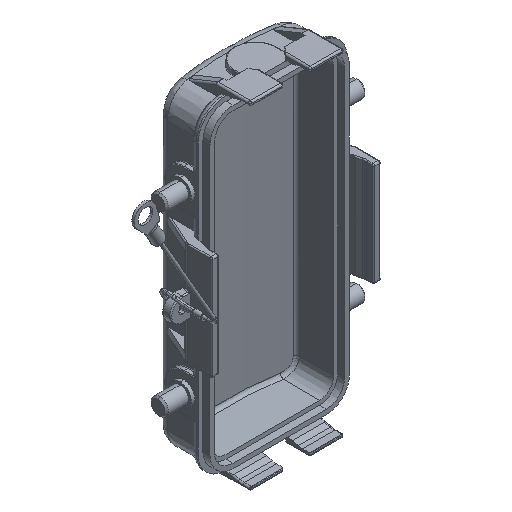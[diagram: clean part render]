
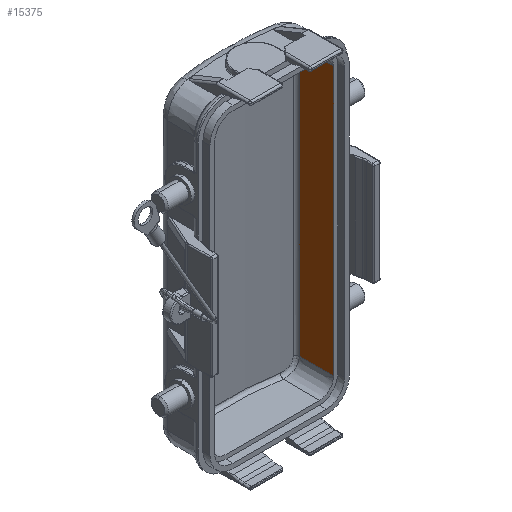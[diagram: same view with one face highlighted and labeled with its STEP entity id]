
A CAD part, isometric view. The second image highlights one B-rep face of the part: STEP entity #15375.
In plain terms, the highlighted planar face has unit normal (-1, -0.009, 0).
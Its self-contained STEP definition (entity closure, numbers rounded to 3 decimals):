
#32 = DIRECTION ( 'NONE',  ( -0.009, 1., 0. ) ) ;
#527 = FACE_OUTER_BOUND ( 'NONE', #19724, .T. ) ;
#603 = CARTESIAN_POINT ( 'NONE',  ( 17.464, 1.814, -47.61 ) ) ;
#671 = DIRECTION ( 'NONE',  ( 0.009, -1., 0. ) ) ;
#1118 = VERTEX_POINT ( 'NONE', #18544 ) ;
#1477 = LINE ( 'NONE', #16932, #13682 ) ;
#1624 = EDGE_CURVE ( 'NONE', #1118, #18539, #13965, .T. ) ;
#2363 = ORIENTED_EDGE ( 'NONE', *, *, #7899, .F. ) ;
#2489 = VECTOR ( 'NONE', #12728, 1000. ) ;
#2632 = CARTESIAN_POINT ( 'NONE',  ( 17.55, -8., -47.61 ) ) ;
#3246 = AXIS2_PLACEMENT_3D ( 'NONE', #2632, #4391, #4550 ) ;
#4391 = DIRECTION ( 'NONE',  ( 1., 0.009, 0. ) ) ;
#4415 = ORIENTED_EDGE ( 'NONE', *, *, #6078, .F. ) ;
#4550 = DIRECTION ( 'NONE',  ( -0.009, 1., 0. ) ) ;
#5289 = VECTOR ( 'NONE', #671, 1000. ) ;
#6078 = EDGE_CURVE ( 'NONE', #14805, #19389, #6673, .T. ) ;
#6673 = LINE ( 'NONE', #7445, #5289 ) ;
#7445 = CARTESIAN_POINT ( 'NONE',  ( 17.55, -8., 38.7 ) ) ;
#7603 = CARTESIAN_POINT ( 'NONE',  ( 17.464, 1.814, 38.7 ) ) ;
#7899 = EDGE_CURVE ( 'NONE', #18539, #14805, #21555, .T. ) ;
#8983 = EDGE_CURVE ( 'NONE', #19389, #1118, #1477, .T. ) ;
#10879 = CARTESIAN_POINT ( 'NONE',  ( 17.464, 1.814, -38.7 ) ) ;
#12728 = DIRECTION ( 'NONE',  ( 0., 0., 1. ) ) ;
#13682 = VECTOR ( 'NONE', #15180, 1000. ) ;
#13965 = LINE ( 'NONE', #17496, #20015 ) ;
#14805 = VERTEX_POINT ( 'NONE', #7603 ) ;
#15180 = DIRECTION ( 'NONE',  ( 0., 0., -1. ) ) ;
#15375 = ADVANCED_FACE ( 'NONE', ( #527 ), #16461, .F. ) ;
#16461 = PLANE ( 'NONE',  #3246 ) ;
#16932 = CARTESIAN_POINT ( 'NONE',  ( 17.55, -8., 0. ) ) ;
#17496 = CARTESIAN_POINT ( 'NONE',  ( 17.55, -8., -38.7 ) ) ;
#18487 = ORIENTED_EDGE ( 'NONE', *, *, #8983, .F. ) ;
#18522 = ORIENTED_EDGE ( 'NONE', *, *, #1624, .F. ) ;
#18539 = VERTEX_POINT ( 'NONE', #10879 ) ;
#18544 = CARTESIAN_POINT ( 'NONE',  ( 17.55, -8., -38.7 ) ) ;
#18801 = CARTESIAN_POINT ( 'NONE',  ( 17.55, -8., 38.7 ) ) ;
#19389 = VERTEX_POINT ( 'NONE', #18801 ) ;
#19724 = EDGE_LOOP ( 'NONE', ( #4415, #2363, #18522, #18487 ) ) ;
#20015 = VECTOR ( 'NONE', #32, 1000. ) ;
#21555 = LINE ( 'NONE', #603, #2489 ) ;
